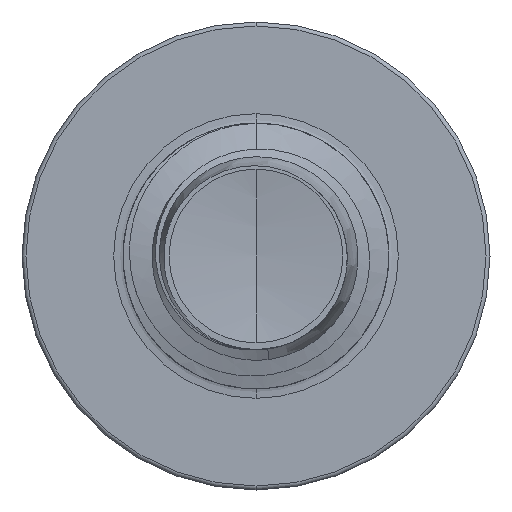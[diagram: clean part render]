
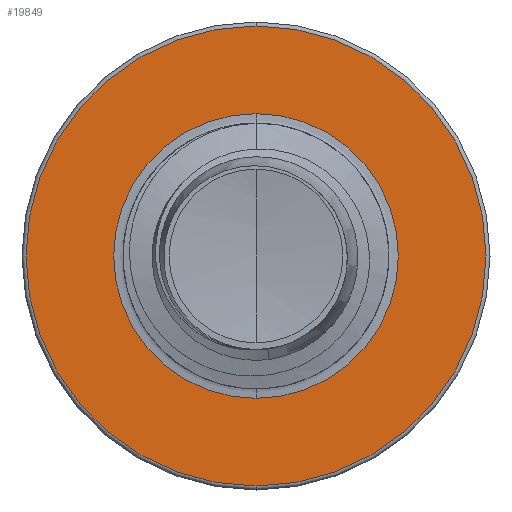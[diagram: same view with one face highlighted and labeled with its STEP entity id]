
A CAD part, front view. The second image highlights one B-rep face of the part: STEP entity #19849.
In plain terms, the highlighted planar face has unit normal (0, -1, 0).
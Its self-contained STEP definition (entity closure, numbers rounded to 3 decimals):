
#106 = VERTEX_POINT ( 'NONE', #21231 ) ;
#384 = CARTESIAN_POINT ( 'NONE',  ( 0., 10., 4.325 ) ) ;
#474 = DIRECTION ( 'NONE',  ( 0., 0., 1. ) ) ;
#501 = DIRECTION ( 'NONE',  ( 0., 1., 0. ) ) ;
#538 = CARTESIAN_POINT ( 'NONE',  ( 0., 10., 0. ) ) ;
#830 = AXIS2_PLACEMENT_3D ( 'NONE', #19566, #10892, #21074 ) ;
#912 = ORIENTED_EDGE ( 'NONE', *, *, #3993, .F. ) ;
#2236 = CARTESIAN_POINT ( 'NONE',  ( 0., 10., 0. ) ) ;
#2619 = FACE_BOUND ( 'NONE', #15625, .T. ) ;
#3993 = EDGE_CURVE ( 'NONE', #20778, #12806, #15805, .T. ) ;
#4392 = DIRECTION ( 'NONE',  ( 0., 0., 1. ) ) ;
#5824 = EDGE_CURVE ( 'NONE', #12806, #20778, #15975, .T. ) ;
#8241 = VERTEX_POINT ( 'NONE', #8328 ) ;
#8328 = CARTESIAN_POINT ( 'NONE',  ( 0., 10., 2.677 ) ) ;
#8533 = EDGE_CURVE ( 'NONE', #106, #8241, #11661, .T. ) ;
#8739 = ORIENTED_EDGE ( 'NONE', *, *, #8533, .T. ) ;
#9840 = PLANE ( 'NONE',  #21533 ) ;
#10570 = EDGE_LOOP ( 'NONE', ( #912, #16502 ) ) ;
#10892 = DIRECTION ( 'NONE',  ( 0., 1., 0. ) ) ;
#11099 = AXIS2_PLACEMENT_3D ( 'NONE', #12250, #12190, #12165 ) ;
#11594 = AXIS2_PLACEMENT_3D ( 'NONE', #538, #501, #474 ) ;
#11661 = CIRCLE ( 'NONE', #830, 2.677 ) ;
#11835 = DIRECTION ( 'NONE',  ( 0., 1., 0. ) ) ;
#12165 = DIRECTION ( 'NONE',  ( 0., 0., 1. ) ) ;
#12190 = DIRECTION ( 'NONE',  ( 0., 1., 0. ) ) ;
#12250 = CARTESIAN_POINT ( 'NONE',  ( 0., 10., 0. ) ) ;
#12806 = VERTEX_POINT ( 'NONE', #13896 ) ;
#12817 = FACE_OUTER_BOUND ( 'NONE', #10570, .T. ) ;
#12960 = EDGE_CURVE ( 'NONE', #8241, #106, #13432, .T. ) ;
#13432 = CIRCLE ( 'NONE', #18015, 2.677 ) ;
#13896 = CARTESIAN_POINT ( 'NONE',  ( 0., 10., -4.325 ) ) ;
#15625 = EDGE_LOOP ( 'NONE', ( #19441, #8739 ) ) ;
#15805 = CIRCLE ( 'NONE', #11594, 4.325 ) ;
#15851 = DIRECTION ( 'NONE',  ( 0., 1., 0. ) ) ;
#15975 = CIRCLE ( 'NONE', #11099, 4.325 ) ;
#16502 = ORIENTED_EDGE ( 'NONE', *, *, #5824, .F. ) ;
#16563 = CARTESIAN_POINT ( 'NONE',  ( 0., 10., -2.677 ) ) ;
#18015 = AXIS2_PLACEMENT_3D ( 'NONE', #2236, #15851, #4392 ) ;
#19441 = ORIENTED_EDGE ( 'NONE', *, *, #12960, .T. ) ;
#19566 = CARTESIAN_POINT ( 'NONE',  ( 0., 10., 0. ) ) ;
#19849 = ADVANCED_FACE ( 'NONE', ( #12817, #2619 ), #9840, .F. ) ;
#20778 = VERTEX_POINT ( 'NONE', #384 ) ;
#21074 = DIRECTION ( 'NONE',  ( 0., 0., 1. ) ) ;
#21231 = CARTESIAN_POINT ( 'NONE',  ( 0., 10., -2.677 ) ) ;
#21533 = AXIS2_PLACEMENT_3D ( 'NONE', #16563, #11835, #21944 ) ;
#21944 = DIRECTION ( 'NONE',  ( 0., 0., 1. ) ) ;
